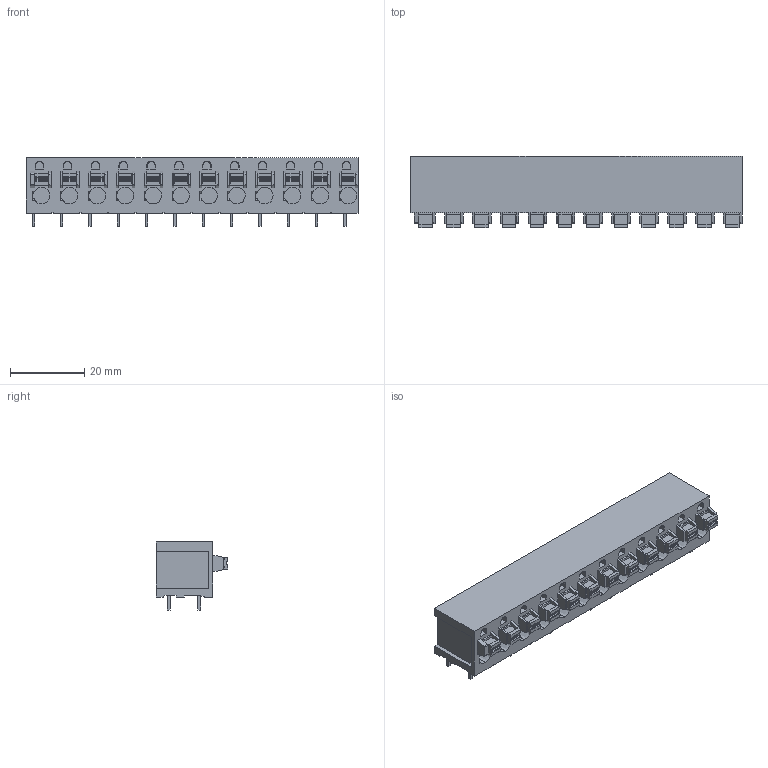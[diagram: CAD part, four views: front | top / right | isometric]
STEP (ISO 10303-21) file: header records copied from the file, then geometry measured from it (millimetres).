
FILE_DESCRIPTION(('CATIA V5R24 STEP','CAx-IF Rec.Pracs.--- Model Styling and Organization---1.4--- 2014-01-23'),'2;1');
FILE_NAME ('1115397-1_0', '2020-02-04T07:29:50+00:00', ('Weidmueller Interface'), ('Weidmueller'), 'CATIA Version 5-6 Release 2016 SP3 HF44', 'CATIA V5 STEP AP214', 'none');
FILE_SCHEMA(('AUTOMOTIVE_DESIGN { 1 0 10303 214 1 1 1 1 }'));
Length unit declared in the file: millimetre
Products named in the file (1): 2668150000
Bounding box: 89.3 x 19.24 x 18.3 mm (x, y, z)
Volume: 19297.2 mm3; surface area: 9094.2 mm2
Topology: 37 solids, 37 shells, 1231 faces, 3318 edges, 2196 vertices
Faces by surface type: plane 955, extrusion 132, cylinder 132, cone 12
Entity records: 36088 total; most frequent: CARTESIAN_POINT 8655, ORIENTED_EDGE 6636, DIRECTION 3894, EDGE_CURVE 3318, VECTOR 2911, LINE 2779, VERTEX_POINT 2196, EDGE_LOOP 1266
